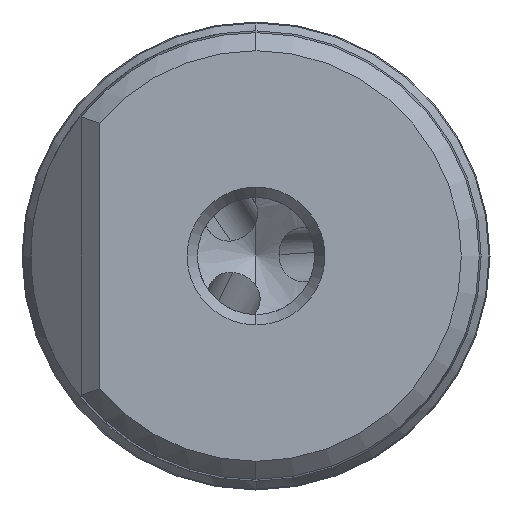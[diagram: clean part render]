
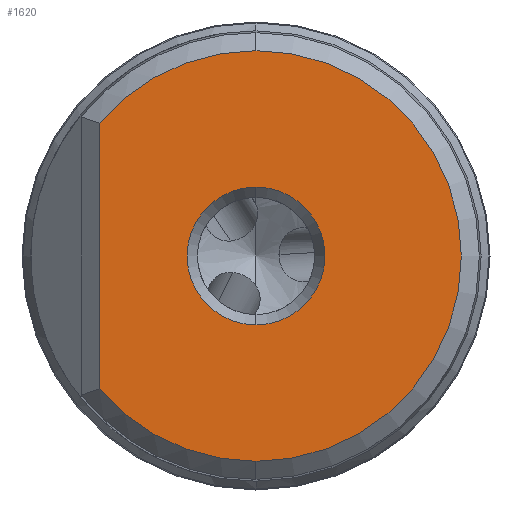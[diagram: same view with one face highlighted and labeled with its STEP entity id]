
A CAD part, left-side view. The second image highlights one B-rep face of the part: STEP entity #1620.
In plain terms, the highlighted planar face has unit normal (-1, 0, 0).
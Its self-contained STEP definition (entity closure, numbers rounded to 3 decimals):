
#100 = ORIENTED_EDGE ( 'NONE', *, *, #1502, .T. ) ;
#104 = EDGE_LOOP ( 'NONE', ( #1866, #235 ) ) ;
#112 = CARTESIAN_POINT ( 'NONE',  ( 0., 0., 0. ) ) ;
#235 = ORIENTED_EDGE ( 'NONE', *, *, #1034, .F. ) ;
#267 = AXIS2_PLACEMENT_3D ( 'NONE', #1719, #497, #2031 ) ;
#384 = FACE_OUTER_BOUND ( 'NONE', #2288, .T. ) ;
#434 = CARTESIAN_POINT ( 'NONE',  ( 0., 0., 0. ) ) ;
#465 = DIRECTION ( 'NONE',  ( 0., 0., 1. ) ) ;
#481 = EDGE_CURVE ( 'NONE', #1775, #968, #2743, .T. ) ;
#497 = DIRECTION ( 'NONE',  ( -1., 0., 0. ) ) ;
#562 = VECTOR ( 'NONE', #1390, 1000. ) ;
#674 = CIRCLE ( 'NONE', #2544, 11.4 ) ;
#726 = CARTESIAN_POINT ( 'NONE',  ( 0., 0., 0. ) ) ;
#734 = DIRECTION ( 'NONE',  ( -1., 0., 0. ) ) ;
#755 = CARTESIAN_POINT ( 'NONE',  ( 0., 8.7, 0. ) ) ;
#968 = VERTEX_POINT ( 'NONE', #1655 ) ;
#1034 = EDGE_CURVE ( 'NONE', #2336, #1859, #3407, .T. ) ;
#1048 = CARTESIAN_POINT ( 'NONE',  ( 0., 0., -3.827 ) ) ;
#1179 = FACE_BOUND ( 'NONE', #104, .T. ) ;
#1268 = CIRCLE ( 'NONE', #1833, 11.4 ) ;
#1370 = CIRCLE ( 'NONE', #1464, 11.4 ) ;
#1390 = DIRECTION ( 'NONE',  ( 0., 0., -1. ) ) ;
#1464 = AXIS2_PLACEMENT_3D ( 'NONE', #112, #1577, #3645 ) ;
#1502 = EDGE_CURVE ( 'NONE', #2841, #3529, #1370, .T. ) ;
#1577 = DIRECTION ( 'NONE',  ( -1., 0., 0. ) ) ;
#1620 = ADVANCED_FACE ( 'NONE', ( #1179, #384 ), #3096, .F. ) ;
#1655 = CARTESIAN_POINT ( 'NONE',  ( 0., 8.7, -7.367 ) ) ;
#1657 = CARTESIAN_POINT ( 'NONE',  ( 0., 0., -11.4 ) ) ;
#1674 = ORIENTED_EDGE ( 'NONE', *, *, #481, .T. ) ;
#1702 = EDGE_CURVE ( 'NONE', #1859, #2336, #3087, .T. ) ;
#1719 = CARTESIAN_POINT ( 'NONE',  ( 0., 0., 0. ) ) ;
#1775 = VERTEX_POINT ( 'NONE', #3764 ) ;
#1833 = AXIS2_PLACEMENT_3D ( 'NONE', #2415, #3026, #1854 ) ;
#1854 = DIRECTION ( 'NONE',  ( 0., 0., 1. ) ) ;
#1859 = VERTEX_POINT ( 'NONE', #3569 ) ;
#1866 = ORIENTED_EDGE ( 'NONE', *, *, #1702, .F. ) ;
#1951 = ORIENTED_EDGE ( 'NONE', *, *, #3829, .T. ) ;
#1973 = EDGE_CURVE ( 'NONE', #968, #2841, #1268, .T. ) ;
#2031 = DIRECTION ( 'NONE',  ( 0., 0., 1. ) ) ;
#2158 = AXIS2_PLACEMENT_3D ( 'NONE', #434, #2266, #2501 ) ;
#2193 = ORIENTED_EDGE ( 'NONE', *, *, #1973, .T. ) ;
#2266 = DIRECTION ( 'NONE',  ( 1., 0., 0. ) ) ;
#2271 = CARTESIAN_POINT ( 'NONE',  ( 0., 0., 0. ) ) ;
#2288 = EDGE_LOOP ( 'NONE', ( #2193, #100, #1951, #1674 ) ) ;
#2336 = VERTEX_POINT ( 'NONE', #1048 ) ;
#2415 = CARTESIAN_POINT ( 'NONE',  ( 0., 0., 0. ) ) ;
#2501 = DIRECTION ( 'NONE',  ( 0., 0., -1. ) ) ;
#2517 = DIRECTION ( 'NONE',  ( 0., 0., 1. ) ) ;
#2544 = AXIS2_PLACEMENT_3D ( 'NONE', #2271, #3411, #465 ) ;
#2743 = LINE ( 'NONE', #755, #562 ) ;
#2841 = VERTEX_POINT ( 'NONE', #1657 ) ;
#2865 = AXIS2_PLACEMENT_3D ( 'NONE', #726, #734, #2517 ) ;
#3026 = DIRECTION ( 'NONE',  ( -1., 0., 0. ) ) ;
#3087 = CIRCLE ( 'NONE', #267, 3.827 ) ;
#3096 = PLANE ( 'NONE',  #2158 ) ;
#3213 = CARTESIAN_POINT ( 'NONE',  ( 0., 0., 11.4 ) ) ;
#3407 = CIRCLE ( 'NONE', #2865, 3.827 ) ;
#3411 = DIRECTION ( 'NONE',  ( -1., 0., 0. ) ) ;
#3529 = VERTEX_POINT ( 'NONE', #3213 ) ;
#3569 = CARTESIAN_POINT ( 'NONE',  ( 0., 0., 3.827 ) ) ;
#3645 = DIRECTION ( 'NONE',  ( 0., 0., 1. ) ) ;
#3764 = CARTESIAN_POINT ( 'NONE',  ( 0., 8.7, 7.367 ) ) ;
#3829 = EDGE_CURVE ( 'NONE', #3529, #1775, #674, .T. ) ;
